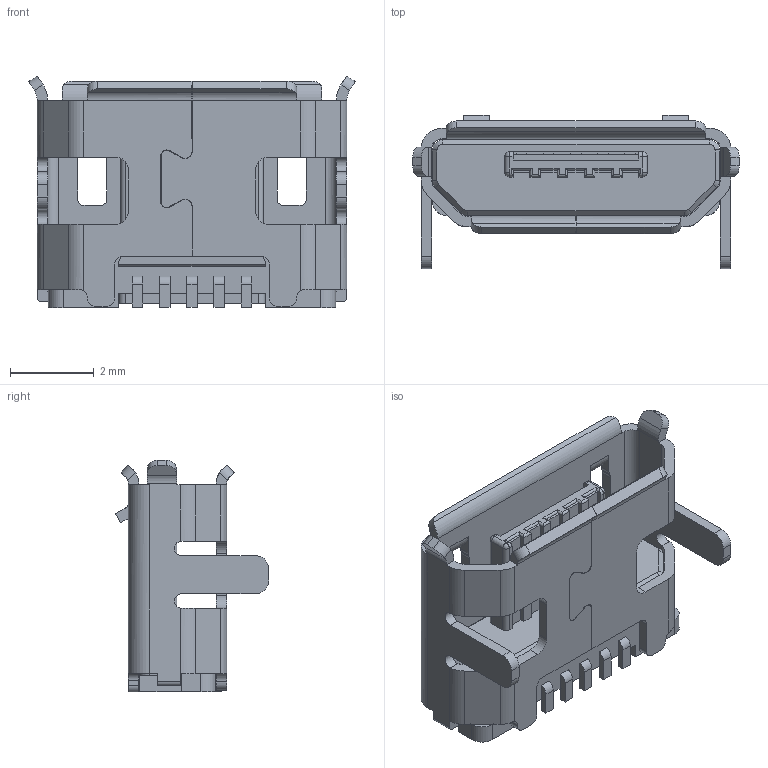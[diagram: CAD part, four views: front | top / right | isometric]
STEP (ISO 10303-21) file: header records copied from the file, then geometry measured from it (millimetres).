
FILE_DESCRIPTION(('CAx-IF Rec.Pracs.---Model Styling and Organization---1.5---2016-08-15','CAx-IF Rec.Pracs.---Geometric and Assembly Validation Properties---4.4---2016-08-17','CAx-IF Rec.Pracs.---User Defined Attributes---1.5---2016-08-15','CAx-IF Rec.Pracs.---External References---2.1---2005-01-19'),'2;1');
FILE_NAME('1811976.step','2023-09-22T02:09:07',('Unspecified'),('Unspecified'),'CAD Exchanger 3.10.2 (cadexchanger.com)','Unspecified','');
FILE_SCHEMA(('AUTOMOTIVE_DESIGN { 1 0 10303 214 1 1 1 1 }'));
Length unit declared in the file: millimetre
Products named in the file (2): USB3075-30-A
Bounding box: 7.8 x 3.66 x 5.54 mm (x, y, z)
Volume: 44.7 mm3; surface area: 273.3 mm2
Topology: 12 solids, 12 shells, 428 faces, 1174 edges, 764 vertices
Faces by surface type: plane 269, cylinder 149, cone 6, sphere 4
Entity records: 13660 total; most frequent: CARTESIAN_POINT 2558, ORIENTED_EDGE 2340, DIRECTION 2256, EDGE_CURVE 1170, LINE 854, VECTOR 854, VERTEX_POINT 764, AXIS2_PLACEMENT_3D 701
